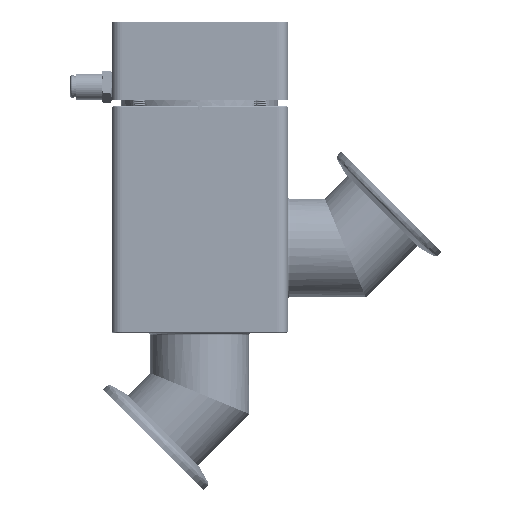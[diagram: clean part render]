
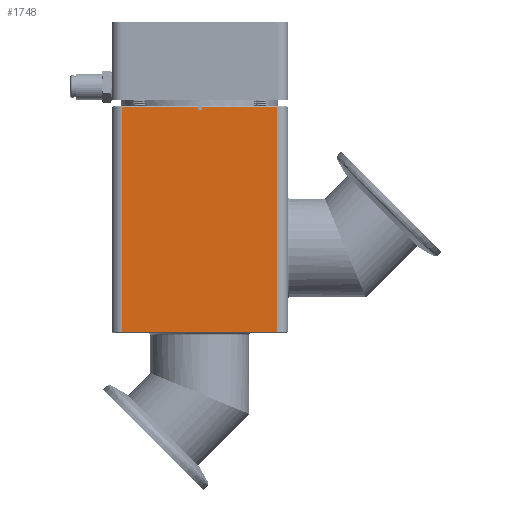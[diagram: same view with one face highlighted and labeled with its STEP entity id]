
A CAD part, top view. The second image highlights one B-rep face of the part: STEP entity #1748.
In plain terms, the highlighted planar face has unit normal (0, 0, 1).
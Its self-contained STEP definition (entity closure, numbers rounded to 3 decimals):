
#575 = EDGE_CURVE ( 'NONE', #6933, #38962, #51393, .T. ) ;
#754 = CARTESIAN_POINT ( 'NONE',  ( 0.75, 74.546, 34. ) ) ;
#1400 = CARTESIAN_POINT ( 'NONE',  ( -30., 75.746, 34. ) ) ;
#1421 = CARTESIAN_POINT ( 'NONE',  ( 30., -10.906, 34. ) ) ;
#1529 = ORIENTED_EDGE ( 'NONE', *, *, #37978, .F. ) ;
#1748 = ADVANCED_FACE ( 'NONE', ( #23806 ), #35887, .T. ) ;
#3030 = CARTESIAN_POINT ( 'NONE',  ( 30., -10.906, 34. ) ) ;
#4052 = DIRECTION ( 'NONE',  ( 0., 0., 1. ) ) ;
#5822 = ORIENTED_EDGE ( 'NONE', *, *, #31330, .T. ) ;
#6422 = CARTESIAN_POINT ( 'NONE',  ( 30., 76.246, 34. ) ) ;
#6933 = VERTEX_POINT ( 'NONE', #33751 ) ;
#7415 = EDGE_CURVE ( 'NONE', #34625, #8802, #19209, .T. ) ;
#7678 = VECTOR ( 'NONE', #20804, 1000. ) ;
#8802 = VERTEX_POINT ( 'NONE', #24506 ) ;
#9119 = CARTESIAN_POINT ( 'NONE',  ( -30., 75.746, 34. ) ) ;
#10177 = DIRECTION ( 'NONE',  ( 0., 1., 0. ) ) ;
#10854 = ORIENTED_EDGE ( 'NONE', *, *, #575, .T. ) ;
#11274 = DIRECTION ( 'NONE',  ( 1., 0., 0. ) ) ;
#12079 = DIRECTION ( 'NONE',  ( 0., -1., 0. ) ) ;
#12633 = VECTOR ( 'NONE', #19040, 1000. ) ;
#13068 = LINE ( 'NONE', #24548, #7678 ) ;
#14436 = DIRECTION ( 'NONE',  ( 0., 1., 0. ) ) ;
#14712 = ORIENTED_EDGE ( 'NONE', *, *, #7415, .F. ) ;
#15063 = LINE ( 'NONE', #31886, #47531 ) ;
#15470 = EDGE_CURVE ( 'NONE', #38962, #39712, #42756, .T. ) ;
#15712 = EDGE_LOOP ( 'NONE', ( #39383, #14712, #1529, #17187, #5822, #10854, #52561, #26385 ) ) ;
#17010 = VECTOR ( 'NONE', #22451, 1000. ) ;
#17187 = ORIENTED_EDGE ( 'NONE', *, *, #42013, .T. ) ;
#17635 = EDGE_CURVE ( 'NONE', #8802, #49768, #19261, .T. ) ;
#18352 = CARTESIAN_POINT ( 'NONE',  ( 30., 75.746, 34. ) ) ;
#18576 = LINE ( 'NONE', #50661, #27549 ) ;
#18981 = CARTESIAN_POINT ( 'NONE',  ( 0.75, 75.746, 34. ) ) ;
#19040 = DIRECTION ( 'NONE',  ( 1., 0., 0. ) ) ;
#19184 = VECTOR ( 'NONE', #10177, 1000. ) ;
#19209 = LINE ( 'NONE', #754, #49871 ) ;
#19261 = LINE ( 'NONE', #51076, #19184 ) ;
#20804 = DIRECTION ( 'NONE',  ( 0., -1., 0. ) ) ;
#22451 = DIRECTION ( 'NONE',  ( -1., 0., 0. ) ) ;
#22639 = AXIS2_PLACEMENT_3D ( 'NONE', #24071, #4052, #11274 ) ;
#23806 = FACE_OUTER_BOUND ( 'NONE', #15712, .T. ) ;
#24071 = CARTESIAN_POINT ( 'NONE',  ( 0., 0., 34. ) ) ;
#24506 = CARTESIAN_POINT ( 'NONE',  ( 0.75, 74.546, 34. ) ) ;
#24548 = CARTESIAN_POINT ( 'NONE',  ( -30., -11.406, 34. ) ) ;
#26320 = DIRECTION ( 'NONE',  ( -1., 0., 0. ) ) ;
#26385 = ORIENTED_EDGE ( 'NONE', *, *, #46963, .T. ) ;
#27549 = VECTOR ( 'NONE', #26320, 1000. ) ;
#30278 = VERTEX_POINT ( 'NONE', #42733 ) ;
#30508 = LINE ( 'NONE', #9119, #17010 ) ;
#31330 = EDGE_CURVE ( 'NONE', #44497, #6933, #13068, .T. ) ;
#31886 = CARTESIAN_POINT ( 'NONE',  ( -0.75, 76.246, 34. ) ) ;
#33076 = DIRECTION ( 'NONE',  ( 1., 0., 0. ) ) ;
#33751 = CARTESIAN_POINT ( 'NONE',  ( -30., -10.906, 34. ) ) ;
#34625 = VERTEX_POINT ( 'NONE', #40781 ) ;
#35887 = PLANE ( 'NONE',  #22639 ) ;
#37978 = EDGE_CURVE ( 'NONE', #30278, #34625, #15063, .T. ) ;
#38962 = VERTEX_POINT ( 'NONE', #1421 ) ;
#39383 = ORIENTED_EDGE ( 'NONE', *, *, #17635, .F. ) ;
#39712 = VERTEX_POINT ( 'NONE', #18352 ) ;
#40781 = CARTESIAN_POINT ( 'NONE',  ( -0.75, 74.546, 34. ) ) ;
#42013 = EDGE_CURVE ( 'NONE', #30278, #44497, #30508, .T. ) ;
#42733 = CARTESIAN_POINT ( 'NONE',  ( -0.75, 75.746, 34. ) ) ;
#42756 = LINE ( 'NONE', #6422, #50020 ) ;
#44497 = VERTEX_POINT ( 'NONE', #1400 ) ;
#46963 = EDGE_CURVE ( 'NONE', #39712, #49768, #18576, .T. ) ;
#47531 = VECTOR ( 'NONE', #12079, 1000. ) ;
#49768 = VERTEX_POINT ( 'NONE', #18981 ) ;
#49871 = VECTOR ( 'NONE', #33076, 1000. ) ;
#50020 = VECTOR ( 'NONE', #14436, 1000. ) ;
#50661 = CARTESIAN_POINT ( 'NONE',  ( -30., 75.746, 34. ) ) ;
#51076 = CARTESIAN_POINT ( 'NONE',  ( 0.75, 76.246, 34. ) ) ;
#51393 = LINE ( 'NONE', #3030, #12633 ) ;
#52561 = ORIENTED_EDGE ( 'NONE', *, *, #15470, .T. ) ;
